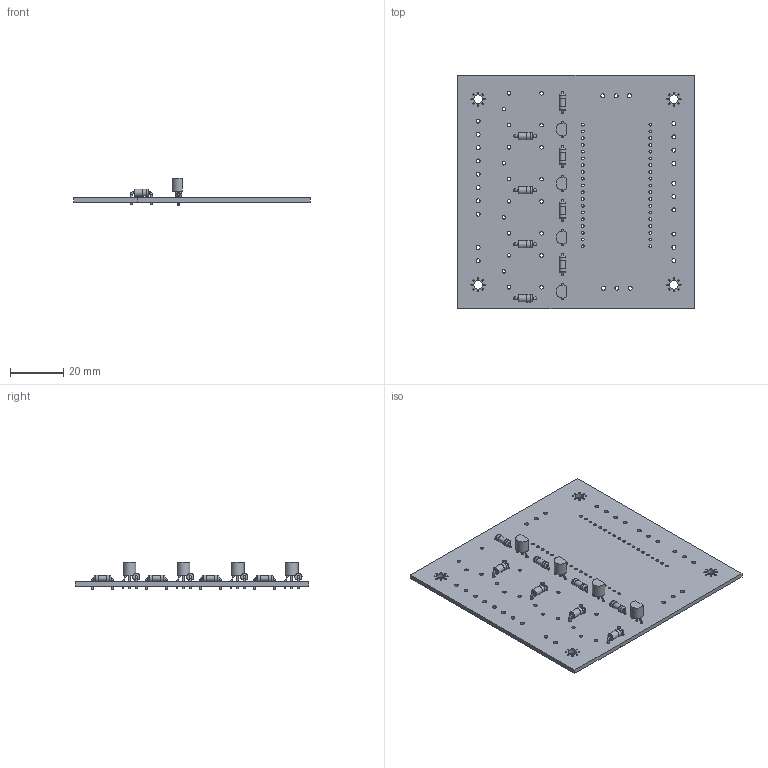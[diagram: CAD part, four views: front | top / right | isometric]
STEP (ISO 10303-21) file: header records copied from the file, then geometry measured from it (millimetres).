
FILE_DESCRIPTION(('KiCad electronic assembly'),'2;1');
FILE_NAME('plant-watering.step','2021-01-26T10:26:44',('An Author'),( 'A Company'),'Open CASCADE STEP processor 6.9', 'KiCad to STEP converter','Unknown');
FILE_SCHEMA(('AUTOMOTIVE_DESIGN { 1 0 10303 214 1 1 1 1 }'));
Length unit declared in the file: millimetre
Products named in the file (8): Open CASCADE STEP translator 6.9 1; R_Axial_DIN0207_L6.3mm_D2.5mm_P7.62mm_Horizontal; SOLID; TO-92_Inline_Wide; D_DO-41_SOD81_P7.62mm_Horizontal; COMPOUND
Assembly tree (16 placements, depth 3):
  Open CASCADE STEP translator 6.9 1
    R_Axial_DIN0207_L6.3mm_D2.5mm_P7.62mm_Horizontal  x4
      SOLID
    TO-92_Inline_Wide  x4
      SOLID
    D_DO-41_SOD81_P7.62mm_Horizontal  x4
      SOLID
    COMPOUND
Bounding box: 88.9 x 87.63 x 10.3 mm (x, y, z)
Volume: 12768.7 mm3; surface area: 17742.8 mm2
Topology: 13 solids, 13 shells, 383 faces, 907 edges, 594 vertices
Faces by surface type: cylinder 200, plane 159, torus 24
Full cylindrical faces by diameter (mm): 0.5 x32, 0.6 x8, 0.8 x36, 1.04 x38, 1.1 x8, 1.29 x4, 1.32 x16, 1.5 x26, 2.25 x4, 2.5 x8, 2.7 x8, 2.72 x4, 3.2 x4
Entity records: 17697 total; most frequent: CARTESIAN_POINT 5500, DIRECTION 2181, ORIENTED_EDGE 1142, PCURVE 1142, DEFINITIONAL_REPRESENTATION 1142, LINE 1053, VECTOR 1053, EDGE_CURVE 571
